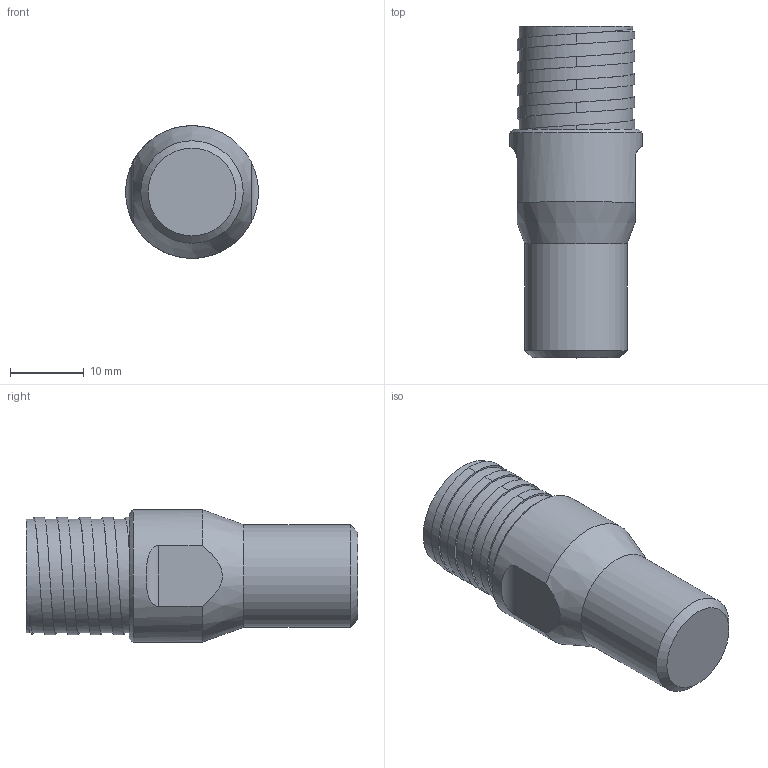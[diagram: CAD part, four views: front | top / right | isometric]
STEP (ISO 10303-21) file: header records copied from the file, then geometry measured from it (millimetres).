
FILE_DESCRIPTION(/* description */ ('STEP AP203'),/* implementation_level */ '2;1');
FILE_NAME(/* name */ '13030503-00.step',/* time_stamp */ '2025-07-07T18:26:58-04:00',/* author */ (''),/* organization */ (''),/* preprocessor_version */ 'ST-DEVELOPER v20.1',/* originating_system */ 'Autodesk Translation Framework v14.10.0.0',/* authorisation */ '');
FILE_SCHEMA (('AUTOMOTIVE_DESIGN { 1 0 10303 214 3 1 1 }'));
Length unit declared in the file: millimetre
Products named in the file (1): 13030503-00
Bounding box: 18 x 45 x 17.99 mm (x, y, z)
Volume: 7158.8 mm3; surface area: 3318.2 mm2
Topology: 1 solids, 1 shells, 42 faces, 92 edges, 60 vertices
Faces by surface type: cylinder 22, plane 12, cone 6, bspline 2
Full cylindrical faces by diameter (mm): 1 x3, 2 x3, 13 x1, 13.9 x1, 15.4 x4, 15.9 x4, 18 x1
Entity records: 2280 total; most frequent: CARTESIAN_POINT 1360, ORIENTED_EDGE 184, DIRECTION 180, EDGE_CURVE 92, AXIS2_PLACEMENT_3D 74, VERTEX_POINT 60, EDGE_LOOP 50, FACE_OUTER_BOUND 42
